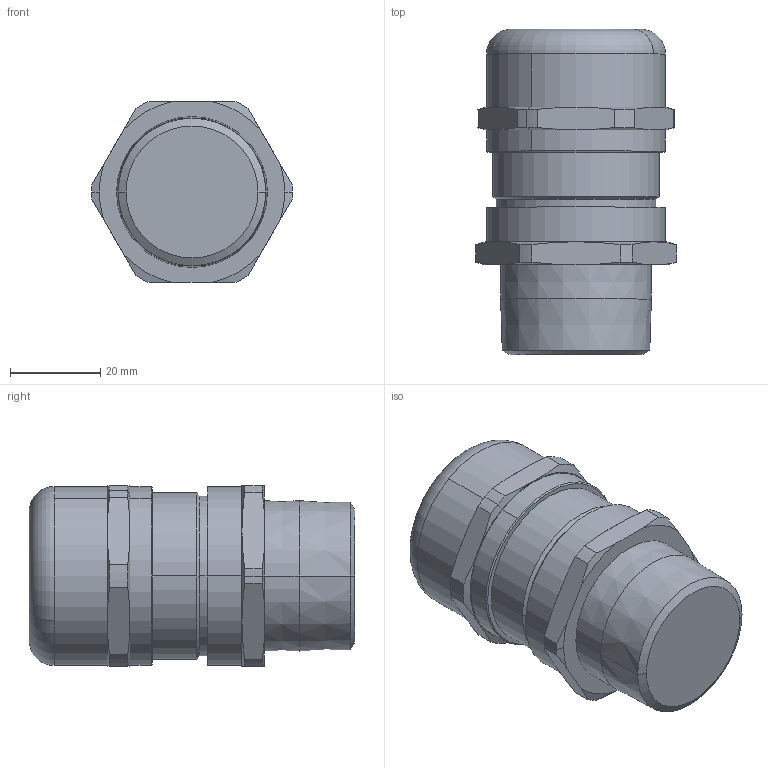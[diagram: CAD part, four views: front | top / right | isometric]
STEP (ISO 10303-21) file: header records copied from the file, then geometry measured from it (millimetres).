
FILE_DESCRIPTION (( 'STEP AP203' ), '1' );
FILE_NAME ('BNEM-E4-1T-WCL.step', '2021-11-30T13:51:45', ( '' ), ( '' ), 'SwSTEP 2.0', 'SolidWorks 2021', '' );
FILE_SCHEMA (( 'CONFIG_CONTROL_DESIGN' ));
Length unit declared in the file: inch
Products named in the file (1): BNEM-E4-1T-WCL
Bounding box: 44.5 x 72.11 x 40 mm (x, y, z)
Volume: 79740 mm3; surface area: 11493.5 mm2
Topology: 1 solids, 1 shells, 91 faces, 214 edges, 132 vertices
Faces by surface type: cone 40, cylinder 26, plane 21, torus 4
Entity records: 2649 total; most frequent: CARTESIAN_POINT 534, DIRECTION 456, ORIENTED_EDGE 428, EDGE_CURVE 214, AXIS2_PLACEMENT_3D 198, VERTEX_POINT 132, CIRCLE 106, EDGE_LOOP 98
